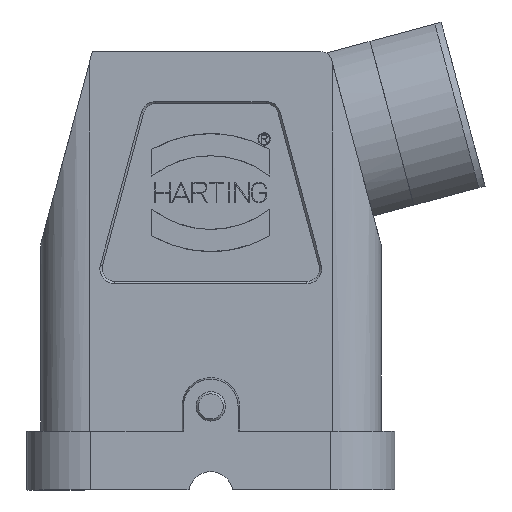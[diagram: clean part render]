
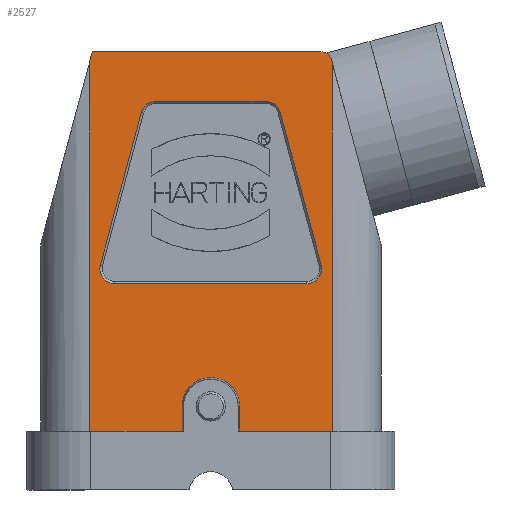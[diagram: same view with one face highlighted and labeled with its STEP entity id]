
A CAD part, front view. The second image highlights one B-rep face of the part: STEP entity #2527.
In plain terms, the highlighted planar face has unit normal (0, -1, 0).
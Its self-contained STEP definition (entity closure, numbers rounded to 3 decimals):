
#2038=FACE_BOUND('',#3256,.T.);
#2039=FACE_BOUND('',#3257,.T.);
#2250=PLANE('',#8546);
#2527=ADVANCED_FACE('',(#2038,#2039),#2250,.T.);
#3256=EDGE_LOOP('',(#4773,#4774,#4775,#4776,#4777,#4778,#4779,#4780));
#3257=EDGE_LOOP('',(#4781,#4782,#4783,#4784,#4785,#4786,#4787,#4788,#4789,
#4790,#4791));
#3519=CIRCLE('',#8420,2.);
#3520=CIRCLE('',#8423,2.);
#3521=CIRCLE('',#8426,2.);
#3522=CIRCLE('',#8429,2.);
#3563=CIRCLE('',#8529,1.5);
#3569=CIRCLE('',#8543,3.9);
#4773=ORIENTED_EDGE('',*,*,#6343,.T.);
#4774=ORIENTED_EDGE('',*,*,#6330,.T.);
#4775=ORIENTED_EDGE('',*,*,#6332,.T.);
#4776=ORIENTED_EDGE('',*,*,#6334,.T.);
#4777=ORIENTED_EDGE('',*,*,#6336,.T.);
#4778=ORIENTED_EDGE('',*,*,#6338,.T.);
#4779=ORIENTED_EDGE('',*,*,#6340,.T.);
#4780=ORIENTED_EDGE('',*,*,#6342,.T.);
#4781=ORIENTED_EDGE('',*,*,#6521,.T.);
#4782=ORIENTED_EDGE('',*,*,#6522,.T.);
#4783=ORIENTED_EDGE('',*,*,#6517,.T.);
#4784=ORIENTED_EDGE('',*,*,#6523,.T.);
#4785=ORIENTED_EDGE('',*,*,#6524,.T.);
#4786=ORIENTED_EDGE('',*,*,#6525,.T.);
#4787=ORIENTED_EDGE('',*,*,#6458,.F.);
#4788=ORIENTED_EDGE('',*,*,#6504,.F.);
#4789=ORIENTED_EDGE('',*,*,#6480,.F.);
#4790=ORIENTED_EDGE('',*,*,#6477,.F.);
#4791=ORIENTED_EDGE('',*,*,#6526,.T.);
#5631=VERTEX_POINT('',#11318);
#5632=VERTEX_POINT('',#11320);
#5633=VERTEX_POINT('',#11324);
#5634=VERTEX_POINT('',#11328);
#5635=VERTEX_POINT('',#11332);
#5636=VERTEX_POINT('',#11336);
#5637=VERTEX_POINT('',#11340);
#5638=VERTEX_POINT('',#11344);
#5709=VERTEX_POINT('',#11657);
#5710=VERTEX_POINT('',#11659);
#5727=VERTEX_POINT('',#11716);
#5728=VERTEX_POINT('',#11718);
#5730=VERTEX_POINT('',#11724);
#5752=VERTEX_POINT('',#11829);
#5753=VERTEX_POINT('',#11830);
#5756=VERTEX_POINT('',#11838);
#5757=VERTEX_POINT('',#11839);
#5758=VERTEX_POINT('',#11842);
#5759=VERTEX_POINT('',#11844);
#6330=EDGE_CURVE('',#5631,#5632,#7058,.T.);
#6332=EDGE_CURVE('',#5632,#5633,#3519,.T.);
#6334=EDGE_CURVE('',#5633,#5634,#7061,.T.);
#6336=EDGE_CURVE('',#5634,#5635,#3520,.T.);
#6338=EDGE_CURVE('',#5635,#5636,#7064,.T.);
#6340=EDGE_CURVE('',#5636,#5637,#3521,.T.);
#6342=EDGE_CURVE('',#5637,#5638,#7067,.T.);
#6343=EDGE_CURVE('',#5638,#5631,#3522,.T.);
#6458=EDGE_CURVE('',#5709,#5710,#7136,.T.);
#6477=EDGE_CURVE('',#5727,#5728,#7144,.T.);
#6480=EDGE_CURVE('',#5728,#5730,#7147,.T.);
#6504=EDGE_CURVE('',#5730,#5709,#3563,.T.);
#6517=EDGE_CURVE('',#5752,#5753,#3569,.T.);
#6521=EDGE_CURVE('',#5756,#5757,#7166,.T.);
#6522=EDGE_CURVE('',#5757,#5752,#7167,.T.);
#6523=EDGE_CURVE('',#5753,#5758,#7168,.T.);
#6524=EDGE_CURVE('',#5758,#5759,#7169,.T.);
#6525=EDGE_CURVE('',#5759,#5710,#7170,.T.);
#6526=EDGE_CURVE('',#5727,#5756,#7171,.T.);
#7058=LINE('',#11321,#7611);
#7061=LINE('',#11329,#7614);
#7064=LINE('',#11337,#7617);
#7067=LINE('',#11345,#7620);
#7136=LINE('',#11658,#7689);
#7144=LINE('',#11717,#7697);
#7147=LINE('',#11723,#7700);
#7166=LINE('',#11837,#7719);
#7167=LINE('',#11840,#7720);
#7168=LINE('',#11841,#7721);
#7169=LINE('',#11843,#7722);
#7170=LINE('',#11845,#7723);
#7171=LINE('',#11846,#7724);
#7611=VECTOR('',#9450,1.);
#7614=VECTOR('',#9459,1.);
#7617=VECTOR('',#9468,1.);
#7620=VECTOR('',#9477,1.);
#7689=VECTOR('',#9700,1.);
#7697=VECTOR('',#9726,1.);
#7700=VECTOR('',#9731,1.);
#7719=VECTOR('',#9812,1.);
#7720=VECTOR('',#9813,1.);
#7721=VECTOR('',#9814,1.);
#7722=VECTOR('',#9815,1.);
#7723=VECTOR('',#9816,1.);
#7724=VECTOR('',#9817,1.);
#8420=AXIS2_PLACEMENT_3D('',#11325,#9454,#9455);
#8423=AXIS2_PLACEMENT_3D('',#11333,#9463,#9464);
#8426=AXIS2_PLACEMENT_3D('',#11341,#9472,#9473);
#8429=AXIS2_PLACEMENT_3D('',#11347,#9480,#9481);
#8529=AXIS2_PLACEMENT_3D('',#11781,#9772,#9773);
#8543=AXIS2_PLACEMENT_3D('',#11828,#9804,#9805);
#8546=AXIS2_PLACEMENT_3D('',#11847,#9818,#9819);
#9450=DIRECTION('',(-1.,0.,0.));
#9454=DIRECTION('',(0.,1.,0.));
#9455=DIRECTION('',(0.,0.,-1.));
#9459=DIRECTION('',(0.259,0.,0.966));
#9463=DIRECTION('',(0.,1.,0.));
#9464=DIRECTION('',(-0.966,0.,0.259));
#9468=DIRECTION('',(1.,0.,0.));
#9472=DIRECTION('',(0.,1.,0.));
#9473=DIRECTION('',(0.,0.,1.));
#9477=DIRECTION('',(0.259,0.,-0.966));
#9480=DIRECTION('',(0.,1.,0.));
#9481=DIRECTION('',(0.966,0.,0.259));
#9700=DIRECTION('',(0.259,0.,-0.966));
#9726=DIRECTION('',(0.259,0.,0.966));
#9731=DIRECTION('',(1.,0.,0.));
#9772=DIRECTION('',(0.,1.,0.));
#9773=DIRECTION('',(1.,0.,0.));
#9804=DIRECTION('',(0.,1.,0.));
#9805=DIRECTION('',(-1.,0.,0.));
#9812=DIRECTION('',(1.,0.,0.));
#9813=DIRECTION('',(0.,0.,1.));
#9814=DIRECTION('',(0.,0.,-1.));
#9815=DIRECTION('',(1.,0.,0.));
#9816=DIRECTION('',(0.,0.,1.));
#9817=DIRECTION('',(0.,0.,-1.));
#9818=DIRECTION('',(0.,-1.,0.));
#9819=DIRECTION('',(1.,0.,0.));
#11318=CARTESIAN_POINT('',(13.044,-13.35,11.9));
#11320=CARTESIAN_POINT('',(-13.044,-13.35,11.9));
#11321=CARTESIAN_POINT('',(13.044,-13.35,11.9));
#11324=CARTESIAN_POINT('',(-14.975,-13.35,14.418));
#11325=CARTESIAN_POINT('',(-13.044,-13.35,13.9));
#11328=CARTESIAN_POINT('',(-9.429,-13.35,35.118));
#11329=CARTESIAN_POINT('',(-14.975,-13.35,14.418));
#11332=CARTESIAN_POINT('',(-7.497,-13.35,36.6));
#11333=CARTESIAN_POINT('',(-7.497,-13.35,34.6));
#11336=CARTESIAN_POINT('',(7.497,-13.35,36.6));
#11337=CARTESIAN_POINT('',(-7.497,-13.35,36.6));
#11340=CARTESIAN_POINT('',(9.429,-13.35,35.118));
#11341=CARTESIAN_POINT('',(7.497,-13.35,34.6));
#11344=CARTESIAN_POINT('',(14.975,-13.35,14.418));
#11345=CARTESIAN_POINT('',(9.429,-13.35,35.118));
#11347=CARTESIAN_POINT('',(13.044,-13.35,13.9));
#11657=CARTESIAN_POINT('',(16.364,-13.35,42.288));
#11658=CARTESIAN_POINT('',(15.715,-13.35,44.713));
#11659=CARTESIAN_POINT('',(16.45,-13.35,41.968));
#11716=CARTESIAN_POINT('',(-16.45,-13.35,41.968));
#11717=CARTESIAN_POINT('',(-23.1,-13.35,17.15));
#11718=CARTESIAN_POINT('',(-16.066,-13.35,43.4));
#11723=CARTESIAN_POINT('',(-17.753,-13.35,43.4));
#11724=CARTESIAN_POINT('',(14.915,-13.35,43.4));
#11781=CARTESIAN_POINT('',(14.915,-13.35,41.9));
#11828=CARTESIAN_POINT('',(0.,-13.35,-4.75));
#11829=CARTESIAN_POINT('',(-3.9,-13.35,-4.75));
#11830=CARTESIAN_POINT('',(3.9,-13.35,-4.75));
#11837=CARTESIAN_POINT('',(-26.197,-13.35,-8.1));
#11838=CARTESIAN_POINT('',(-16.45,-13.35,-8.1));
#11839=CARTESIAN_POINT('',(-3.9,-13.35,-8.1));
#11840=CARTESIAN_POINT('',(-3.9,-13.35,-7.6));
#11841=CARTESIAN_POINT('',(3.9,-13.35,-4.75));
#11842=CARTESIAN_POINT('',(3.9,-13.35,-8.1));
#11843=CARTESIAN_POINT('',(-26.197,-13.35,-8.1));
#11844=CARTESIAN_POINT('',(16.45,-13.35,-8.1));
#11845=CARTESIAN_POINT('',(16.45,-13.35,-7.6));
#11846=CARTESIAN_POINT('',(-16.45,-13.35,36.173));
#11847=CARTESIAN_POINT('',(-17.45,-13.35,-9.387));
